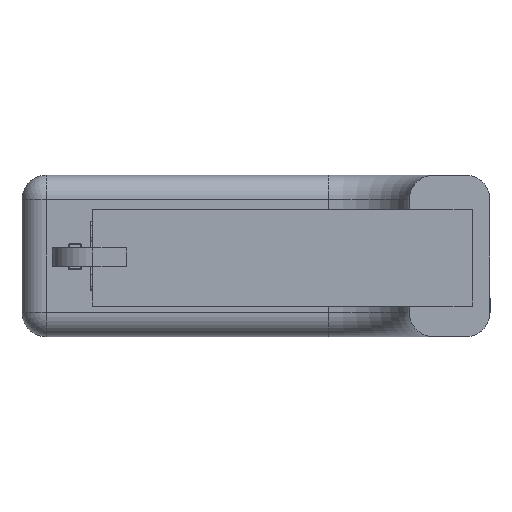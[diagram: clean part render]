
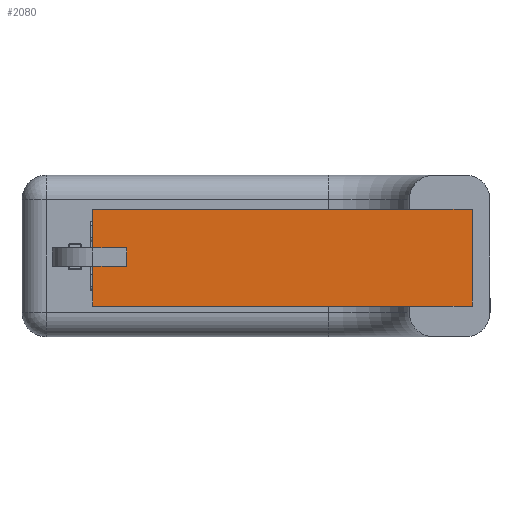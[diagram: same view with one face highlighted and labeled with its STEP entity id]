
A CAD part, front view. The second image highlights one B-rep face of the part: STEP entity #2080.
In plain terms, the highlighted planar face has unit normal (0, -1, 0).
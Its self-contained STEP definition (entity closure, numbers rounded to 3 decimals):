
#128=PLANE('',#2324);
#230=FACE_OUTER_BOUND('',#352,.T.);
#352=EDGE_LOOP('',(#1778,#1779,#1780,#1781));
#539=LINE('',#3571,#736);
#540=LINE('',#3574,#737);
#541=LINE('',#3576,#738);
#542=LINE('',#3577,#739);
#736=VECTOR('',#2837,10.);
#737=VECTOR('',#2840,10.);
#738=VECTOR('',#2841,10.);
#739=VECTOR('',#2842,10.);
#1013=VERTEX_POINT('',#3567);
#1014=VERTEX_POINT('',#3569);
#1015=VERTEX_POINT('',#3573);
#1016=VERTEX_POINT('',#3575);
#1277=EDGE_CURVE('',#1013,#1014,#539,.T.);
#1278=EDGE_CURVE('',#1015,#1013,#540,.T.);
#1279=EDGE_CURVE('',#1016,#1014,#541,.T.);
#1280=EDGE_CURVE('',#1015,#1016,#542,.T.);
#1778=ORIENTED_EDGE('',*,*,#1278,.T.);
#1779=ORIENTED_EDGE('',*,*,#1277,.T.);
#1780=ORIENTED_EDGE('',*,*,#1279,.F.);
#1781=ORIENTED_EDGE('',*,*,#1280,.F.);
#2080=ADVANCED_FACE('',(#230),#128,.T.);
#2324=AXIS2_PLACEMENT_3D('',#3572,#2838,#2839);
#2837=DIRECTION('',(0.,0.,1.));
#2838=DIRECTION('center_axis',(0.,-1.,0.));
#2839=DIRECTION('ref_axis',(1.,0.,0.));
#2840=DIRECTION('',(1.,0.,0.));
#2841=DIRECTION('',(1.,0.,0.));
#2842=DIRECTION('',(0.,0.,1.));
#3567=CARTESIAN_POINT('',(59.776,2.364,0.));
#3569=CARTESIAN_POINT('',(59.776,2.364,12.));
#3571=CARTESIAN_POINT('',(59.776,2.364,0.));
#3572=CARTESIAN_POINT('Origin',(12.776,2.364,0.));
#3573=CARTESIAN_POINT('',(12.776,2.364,0.));
#3574=CARTESIAN_POINT('',(12.776,2.364,0.));
#3575=CARTESIAN_POINT('',(12.776,2.364,12.));
#3576=CARTESIAN_POINT('',(12.776,2.364,12.));
#3577=CARTESIAN_POINT('',(12.776,2.364,0.));
